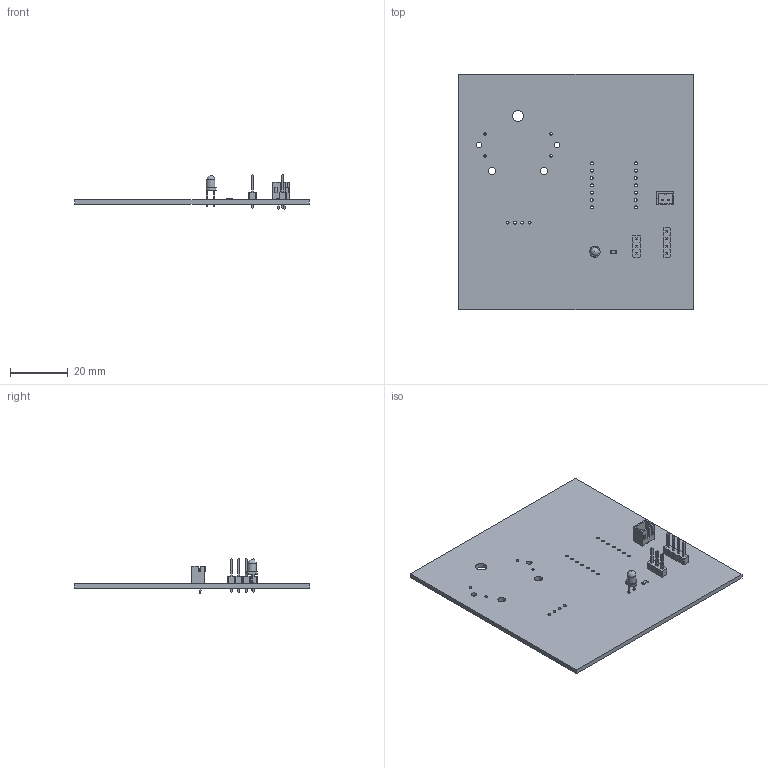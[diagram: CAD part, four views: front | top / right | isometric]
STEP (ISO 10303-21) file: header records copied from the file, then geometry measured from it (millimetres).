
FILE_DESCRIPTION(('KiCad electronic assembly'),'2;1');
FILE_NAME('514finalpcbdesign.step','2025-03-10T16:33:53',('Pcbnew'),( 'Kicad'),'Open CASCADE STEP processor 7.7','KiCad to STEP converter' ,'Unknown');
FILE_SCHEMA(('AUTOMOTIVE_DESIGN { 1 0 10303 214 1 1 1 1 }'));
Length unit declared in the file: millimetre
Products named in the file (12): 514finalpcbdesign 1; PinHeader_1x04_P2.54mm_Vertical; PinHeader_1x04_P254mm_Vertical; R_0805_2012Metric; PinHeader_1x03_P2.54mm_Vertical; PinHeader_1x03_P254mm_Vertical; LED_D3.0mm; JST_PH_B2B-PH-K_1x02_P2.00mm_Vertical; JST_B2B_PH_K; 514finalpcbdesign_PCB
Assembly tree (11 placements, depth 3):
  514finalpcbdesign 1
    PinHeader_1x04_P2.54mm_Vertical
      PinHeader_1x04_P254mm_Vertical
    R_0805_2012Metric
      R_0805_2012Metric
    PinHeader_1x03_P2.54mm_Vertical
      PinHeader_1x03_P254mm_Vertical
    LED_D3.0mm
      LED_D3.0mm
    JST_PH_B2B-PH-K_1x02_P2.00mm_Vertical
      JST_B2B_PH_K
    514finalpcbdesign_PCB
Bounding box: 81 x 81.5 x 11.94 mm (x, y, z)
Volume: 10741.5 mm3; surface area: 14570 mm2
Topology: 6 solids, 6 shells, 355 faces, 905 edges, 580 vertices
Faces by surface type: plane 304, cylinder 50, sphere 1
Full cylindrical faces by diameter (mm): 0.75 x2, 0.85 x4, 0.9 x2, 1 x11, 1.016 x14, 1.9 x2, 2.6 x2, 3 x1, 3.9 x1
Entity records: 13072 total; most frequent: CARTESIAN_POINT 1854, ORIENTED_EDGE 1812, DIRECTION 1743, EDGE_CURVE 906, LINE 803, VECTOR 803, VERTEX_POINT 581, AXIS2_PLACEMENT_3D 470
